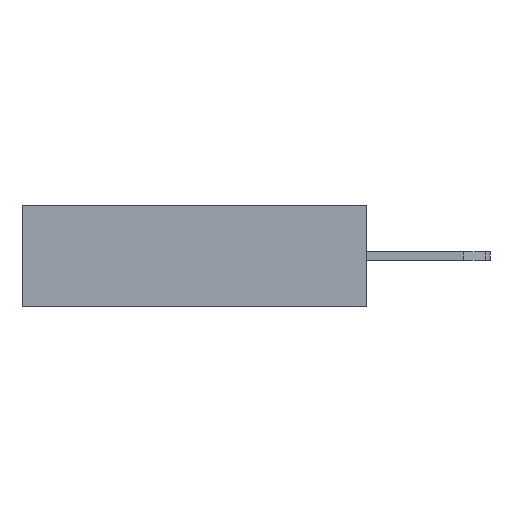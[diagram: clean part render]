
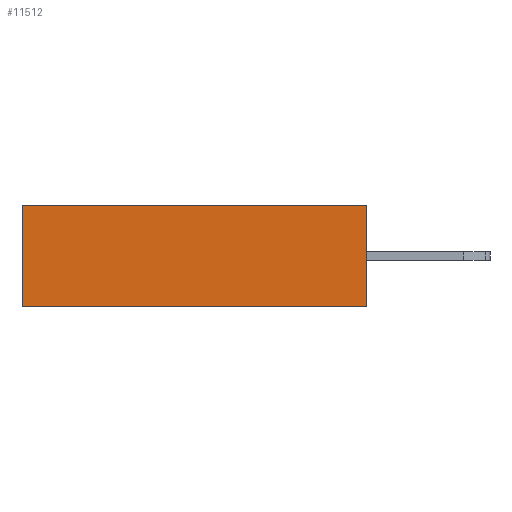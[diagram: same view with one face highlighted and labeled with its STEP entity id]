
A CAD part, left-side view. The second image highlights one B-rep face of the part: STEP entity #11512.
In plain terms, the highlighted planar face has unit normal (-1, 0, 0).
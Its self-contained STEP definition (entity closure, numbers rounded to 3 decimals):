
#173=FACE_OUTER_BOUND('',#825,.T.);
#825=EDGE_LOOP('',(#7122,#7123,#7124,#7125));
#1498=LINE('',#15861,#3006);
#1534=LINE('',#15933,#3042);
#1535=LINE('',#15935,#3043);
#1536=LINE('',#15936,#3044);
#3006=VECTOR('',#12903,2.5);
#3042=VECTOR('',#12941,8.5);
#3043=VECTOR('',#12942,8.5);
#3044=VECTOR('',#12943,2.5);
#4514=VERTEX_POINT('',#15859);
#4515=VERTEX_POINT('',#15860);
#4550=VERTEX_POINT('',#15932);
#4551=VERTEX_POINT('',#15934);
#5498=EDGE_CURVE('',#4514,#4515,#1498,.T.);
#5534=EDGE_CURVE('',#4514,#4550,#1534,.T.);
#5535=EDGE_CURVE('',#4551,#4515,#1535,.T.);
#5536=EDGE_CURVE('',#4550,#4551,#1536,.T.);
#7122=ORIENTED_EDGE('',*,*,#5534,.F.);
#7123=ORIENTED_EDGE('',*,*,#5498,.T.);
#7124=ORIENTED_EDGE('',*,*,#5535,.F.);
#7125=ORIENTED_EDGE('',*,*,#5536,.F.);
#10263=PLANE('',#12176);
#11512=ADVANCED_FACE('',(#173),#10263,.T.);
#12176=AXIS2_PLACEMENT_3D('',#15931,#12939,#12940);
#12903=DIRECTION('',(0.,0.,-1.));
#12939=DIRECTION('center_axis',(-1.,0.,0.));
#12940=DIRECTION('ref_axis',(0.,0.,-1.));
#12941=DIRECTION('',(0.,-1.,0.));
#12942=DIRECTION('',(0.,1.,0.));
#12943=DIRECTION('',(0.,0.,-1.));
#15859=CARTESIAN_POINT('',(-10.12,0.,1.25));
#15860=CARTESIAN_POINT('',(-10.12,0.,-1.25));
#15861=CARTESIAN_POINT('',(-10.12,0.,1.25));
#15931=CARTESIAN_POINT('Origin',(-10.12,0.,1.25));
#15932=CARTESIAN_POINT('',(-10.12,-8.5,1.25));
#15933=CARTESIAN_POINT('',(-10.12,0.,1.25));
#15934=CARTESIAN_POINT('',(-10.12,-8.5,-1.25));
#15935=CARTESIAN_POINT('',(-10.12,-8.5,-1.25));
#15936=CARTESIAN_POINT('',(-10.12,-8.5,1.25));
